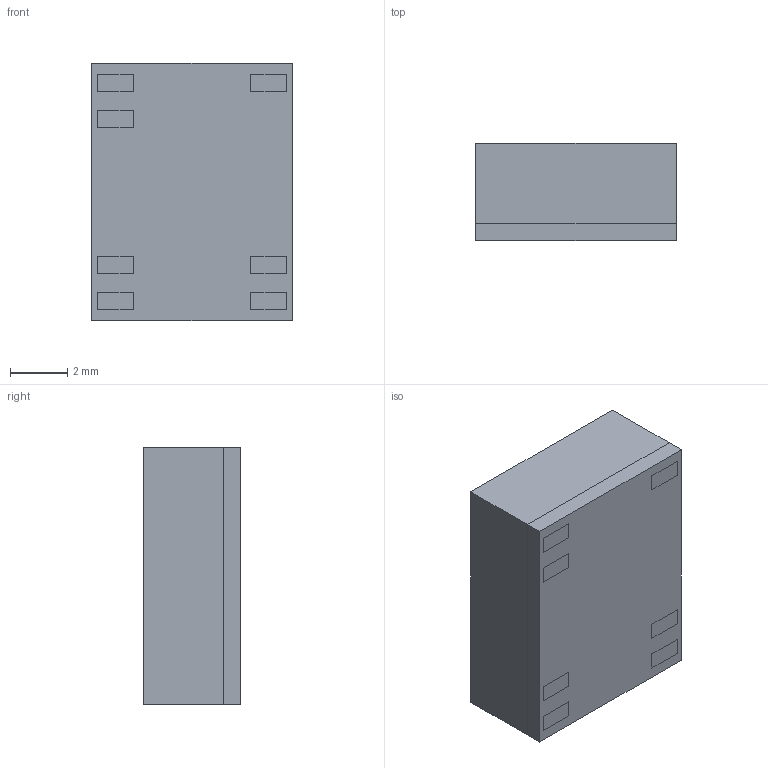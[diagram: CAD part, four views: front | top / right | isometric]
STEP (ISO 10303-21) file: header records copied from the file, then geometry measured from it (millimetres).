
FILE_DESCRIPTION (( 'STEP AP214' ), '1' );
FILE_NAME ('B0505MT-1WR4.STEP', '2021-04-08T00:10:28', ( '' ), ( '' ), 'SwSTEP 2.0', 'SolidWorks 2017', '' );
FILE_SCHEMA (( 'AUTOMOTIVE_DESIGN' ));
Length unit declared in the file: millimetre
Products named in the file (1): B0505MT-1WR4
Bounding box: 7 x 3.4 x 9 mm (x, y, z)
Volume: 214.2 mm3; surface area: 383.3 mm2
Topology: 10 solids, 10 shells, 96 faces, 204 edges, 136 vertices
Faces by surface type: plane 92, cylinder 4
Entity records: 3113 total; most frequent: CARTESIAN_POINT 437, ORIENTED_EDGE 408, DIRECTION 406, EDGE_CURVE 204, LINE 196, VECTOR 196, VERTEX_POINT 136, AXIS2_PLACEMENT_3D 105
